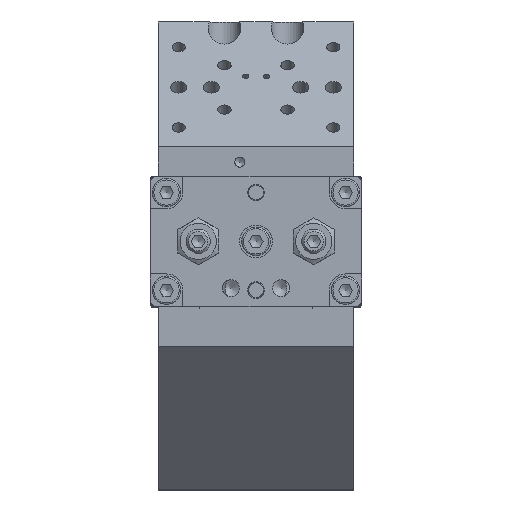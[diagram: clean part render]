
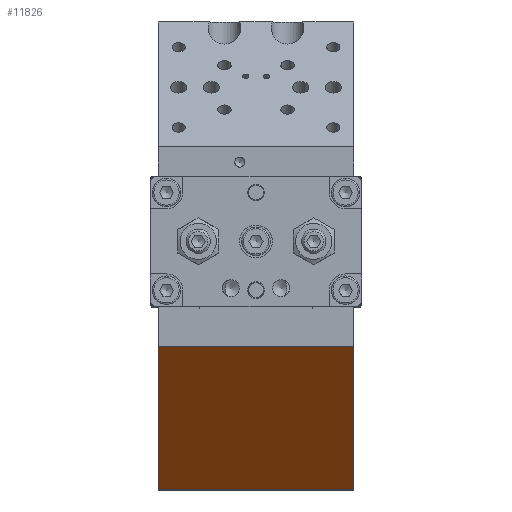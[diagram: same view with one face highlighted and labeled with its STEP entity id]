
A CAD part, top view. The second image highlights one B-rep face of the part: STEP entity #11826.
In plain terms, the highlighted face is planar.
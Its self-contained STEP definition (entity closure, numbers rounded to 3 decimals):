
#1425=LINE('',#20601,#2345);
#1428=LINE('',#20607,#2348);
#1431=LINE('',#20611,#2351);
#1432=LINE('',#20612,#2352);
#2345=VECTOR('',#15716,10.);
#2348=VECTOR('',#15721,10.);
#2351=VECTOR('',#15726,10.);
#2352=VECTOR('',#15727,10.);
#2766=PLANE('',#13084);
#3903=FACE_OUTER_BOUND('',#4845,.T.);
#4845=EDGE_LOOP('',(#10728,#10729,#10730,#10731));
#6349=VERTEX_POINT('',#20599);
#6350=VERTEX_POINT('',#20600);
#6351=VERTEX_POINT('',#20605);
#6352=VERTEX_POINT('',#20606);
#7850=EDGE_CURVE('',#6349,#6350,#1425,.T.);
#7853=EDGE_CURVE('',#6351,#6352,#1428,.T.);
#7856=EDGE_CURVE('',#6352,#6350,#1431,.T.);
#7857=EDGE_CURVE('',#6349,#6351,#1432,.T.);
#10728=ORIENTED_EDGE('',*,*,#7850,.T.);
#10729=ORIENTED_EDGE('',*,*,#7856,.F.);
#10730=ORIENTED_EDGE('',*,*,#7853,.F.);
#10731=ORIENTED_EDGE('',*,*,#7857,.F.);
#11826=ADVANCED_FACE('',(#3903),#2766,.T.);
#13084=AXIS2_PLACEMENT_3D('',#20610,#15724,#15725);
#15716=DIRECTION('',(0.,0.,1.));
#15721=DIRECTION('',(0.,0.,1.));
#15724=DIRECTION('center_axis',(-1.,0.,0.));
#15725=DIRECTION('ref_axis',(0.,-1.,0.));
#15726=DIRECTION('',(0.,-1.,0.));
#15727=DIRECTION('',(0.,1.,0.));
#20599=CARTESIAN_POINT('',(-38.7,-24.7,0.));
#20600=CARTESIAN_POINT('',(-38.7,-24.7,48.));
#20601=CARTESIAN_POINT('',(-38.7,-24.7,0.));
#20605=CARTESIAN_POINT('',(-38.7,24.94,0.));
#20606=CARTESIAN_POINT('',(-38.7,24.94,48.));
#20607=CARTESIAN_POINT('',(-38.7,24.94,0.));
#20610=CARTESIAN_POINT('Origin',(-38.7,24.94,0.));
#20611=CARTESIAN_POINT('',(-38.7,-24.7,48.));
#20612=CARTESIAN_POINT('',(-38.7,-24.7,0.));
